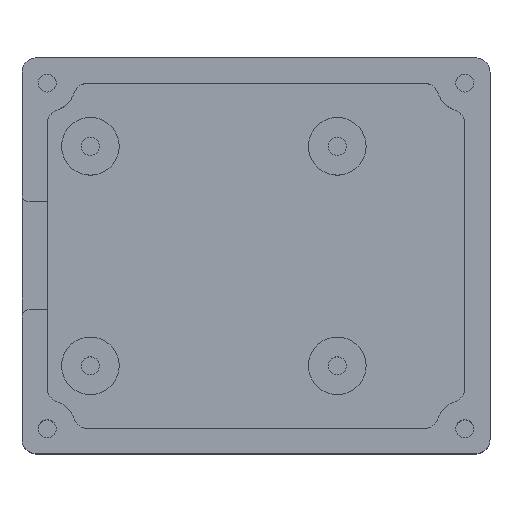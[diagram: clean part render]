
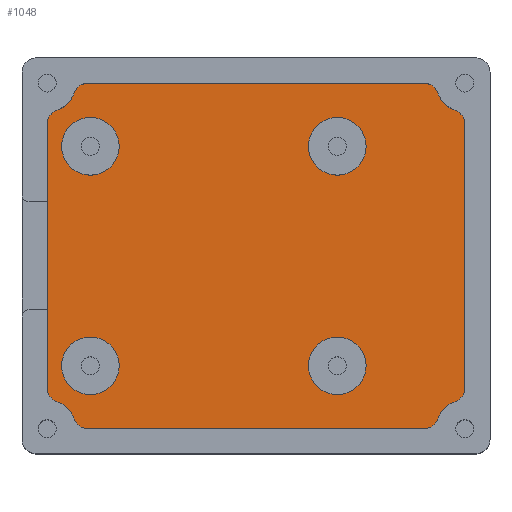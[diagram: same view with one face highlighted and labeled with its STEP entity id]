
A CAD part, top view. The second image highlights one B-rep face of the part: STEP entity #1048.
In plain terms, the highlighted planar face has unit normal (0, 0, 1).
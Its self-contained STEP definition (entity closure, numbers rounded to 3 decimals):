
#29=FACE_BOUND('',#187,.T.);
#30=FACE_BOUND('',#188,.T.);
#31=FACE_BOUND('',#189,.T.);
#32=FACE_BOUND('',#190,.T.);
#60=PLANE('',#1148);
#106=FACE_OUTER_BOUND('',#186,.T.);
#186=EDGE_LOOP('',(#797,#798,#799,#800,#801,#802,#803,#804,#805,#806,#807,
#808,#809,#810,#811,#812));
#187=EDGE_LOOP('',(#813));
#188=EDGE_LOOP('',(#814));
#189=EDGE_LOOP('',(#815));
#190=EDGE_LOOP('',(#816));
#276=LINE('',#1681,#346);
#279=LINE('',#1732,#349);
#280=LINE('',#1745,#350);
#281=LINE('',#1753,#351);
#346=VECTOR('',#1328,36.686);
#349=VECTOR('',#1389,46.686);
#350=VECTOR('',#1402,46.686);
#351=VECTOR('',#1409,36.686);
#400=CIRCLE('',#1125,4.);
#404=CIRCLE('',#1132,4.);
#408=CIRCLE('',#1139,4.);
#412=CIRCLE('',#1146,4.);
#413=CIRCLE('',#1149,2.);
#414=CIRCLE('',#1150,4.);
#415=CIRCLE('',#1151,2.);
#416=CIRCLE('',#1152,2.);
#417=CIRCLE('',#1153,4.);
#418=CIRCLE('',#1154,2.);
#419=CIRCLE('',#1155,2.);
#420=CIRCLE('',#1156,4.);
#421=CIRCLE('',#1157,2.);
#422=CIRCLE('',#1158,2.);
#423=CIRCLE('',#1159,4.);
#424=CIRCLE('',#1160,2.);
#490=VERTEX_POINT('',#1678);
#491=VERTEX_POINT('',#1680);
#496=VERTEX_POINT('',#1693);
#500=VERTEX_POINT('',#1704);
#504=VERTEX_POINT('',#1715);
#508=VERTEX_POINT('',#1726);
#509=VERTEX_POINT('',#1730);
#510=VERTEX_POINT('',#1731);
#511=VERTEX_POINT('',#1733);
#512=VERTEX_POINT('',#1735);
#513=VERTEX_POINT('',#1738);
#514=VERTEX_POINT('',#1740);
#515=VERTEX_POINT('',#1742);
#516=VERTEX_POINT('',#1744);
#517=VERTEX_POINT('',#1746);
#518=VERTEX_POINT('',#1748);
#519=VERTEX_POINT('',#1750);
#520=VERTEX_POINT('',#1752);
#521=VERTEX_POINT('',#1754);
#522=VERTEX_POINT('',#1756);
#608=EDGE_CURVE('',#491,#490,#276,.T.);
#614=EDGE_CURVE('',#496,#496,#400,.T.);
#618=EDGE_CURVE('',#500,#500,#404,.T.);
#622=EDGE_CURVE('',#504,#504,#408,.T.);
#626=EDGE_CURVE('',#508,#508,#412,.T.);
#627=EDGE_CURVE('',#509,#510,#279,.T.);
#628=EDGE_CURVE('',#510,#511,#413,.T.);
#629=EDGE_CURVE('',#511,#512,#414,.T.);
#630=EDGE_CURVE('',#512,#491,#415,.T.);
#631=EDGE_CURVE('',#490,#513,#416,.T.);
#632=EDGE_CURVE('',#513,#514,#417,.T.);
#633=EDGE_CURVE('',#514,#515,#418,.T.);
#634=EDGE_CURVE('',#515,#516,#280,.T.);
#635=EDGE_CURVE('',#516,#517,#419,.T.);
#636=EDGE_CURVE('',#517,#518,#420,.T.);
#637=EDGE_CURVE('',#518,#519,#421,.T.);
#638=EDGE_CURVE('',#519,#520,#281,.T.);
#639=EDGE_CURVE('',#520,#521,#422,.T.);
#640=EDGE_CURVE('',#521,#522,#423,.T.);
#641=EDGE_CURVE('',#522,#509,#424,.T.);
#797=ORIENTED_EDGE('',*,*,#627,.T.);
#798=ORIENTED_EDGE('',*,*,#628,.T.);
#799=ORIENTED_EDGE('',*,*,#629,.T.);
#800=ORIENTED_EDGE('',*,*,#630,.T.);
#801=ORIENTED_EDGE('',*,*,#608,.T.);
#802=ORIENTED_EDGE('',*,*,#631,.T.);
#803=ORIENTED_EDGE('',*,*,#632,.T.);
#804=ORIENTED_EDGE('',*,*,#633,.T.);
#805=ORIENTED_EDGE('',*,*,#634,.T.);
#806=ORIENTED_EDGE('',*,*,#635,.T.);
#807=ORIENTED_EDGE('',*,*,#636,.T.);
#808=ORIENTED_EDGE('',*,*,#637,.T.);
#809=ORIENTED_EDGE('',*,*,#638,.T.);
#810=ORIENTED_EDGE('',*,*,#639,.T.);
#811=ORIENTED_EDGE('',*,*,#640,.T.);
#812=ORIENTED_EDGE('',*,*,#641,.T.);
#813=ORIENTED_EDGE('',*,*,#614,.T.);
#814=ORIENTED_EDGE('',*,*,#618,.T.);
#815=ORIENTED_EDGE('',*,*,#622,.T.);
#816=ORIENTED_EDGE('',*,*,#626,.T.);
#1048=ADVANCED_FACE('',(#106,#29,#30,#31,#32),#60,.T.);
#1125=AXIS2_PLACEMENT_3D('',#1694,#1341,#1342);
#1132=AXIS2_PLACEMENT_3D('',#1705,#1355,#1356);
#1139=AXIS2_PLACEMENT_3D('',#1716,#1369,#1370);
#1146=AXIS2_PLACEMENT_3D('',#1727,#1383,#1384);
#1148=AXIS2_PLACEMENT_3D('',#1729,#1387,#1388);
#1149=AXIS2_PLACEMENT_3D('',#1734,#1390,#1391);
#1150=AXIS2_PLACEMENT_3D('',#1736,#1392,#1393);
#1151=AXIS2_PLACEMENT_3D('',#1737,#1394,#1395);
#1152=AXIS2_PLACEMENT_3D('',#1739,#1396,#1397);
#1153=AXIS2_PLACEMENT_3D('',#1741,#1398,#1399);
#1154=AXIS2_PLACEMENT_3D('',#1743,#1400,#1401);
#1155=AXIS2_PLACEMENT_3D('',#1747,#1403,#1404);
#1156=AXIS2_PLACEMENT_3D('',#1749,#1405,#1406);
#1157=AXIS2_PLACEMENT_3D('',#1751,#1407,#1408);
#1158=AXIS2_PLACEMENT_3D('',#1755,#1410,#1411);
#1159=AXIS2_PLACEMENT_3D('',#1757,#1412,#1413);
#1160=AXIS2_PLACEMENT_3D('',#1758,#1414,#1415);
#1328=DIRECTION('',(0.,-1.,0.));
#1341=DIRECTION('center_axis',(0.,0.,-1.));
#1342=DIRECTION('ref_axis',(-1.,0.,0.));
#1355=DIRECTION('center_axis',(0.,0.,-1.));
#1356=DIRECTION('ref_axis',(-1.,0.,0.));
#1369=DIRECTION('center_axis',(0.,0.,-1.));
#1370=DIRECTION('ref_axis',(-1.,0.,0.));
#1383=DIRECTION('center_axis',(0.,0.,-1.));
#1384=DIRECTION('ref_axis',(-1.,0.,0.));
#1387=DIRECTION('center_axis',(0.,0.,1.));
#1388=DIRECTION('ref_axis',(1.,0.,0.));
#1389=DIRECTION('',(-1.,0.,0.));
#1390=DIRECTION('center_axis',(0.,0.,1.));
#1391=DIRECTION('ref_axis',(0.,1.,0.));
#1392=DIRECTION('center_axis',(0.,0.,-1.));
#1393=DIRECTION('ref_axis',(-0.333,0.943,0.));
#1394=DIRECTION('center_axis',(0.,0.,1.));
#1395=DIRECTION('ref_axis',(-0.333,0.943,0.));
#1396=DIRECTION('center_axis',(0.,0.,1.));
#1397=DIRECTION('ref_axis',(-1.,0.,0.));
#1398=DIRECTION('center_axis',(0.,0.,-1.));
#1399=DIRECTION('ref_axis',(-0.943,-0.333,0.));
#1400=DIRECTION('center_axis',(0.,0.,1.));
#1401=DIRECTION('ref_axis',(-0.943,-0.333,0.));
#1402=DIRECTION('',(1.,0.,0.));
#1403=DIRECTION('center_axis',(0.,0.,1.));
#1404=DIRECTION('ref_axis',(0.,-1.,0.));
#1405=DIRECTION('center_axis',(0.,0.,-1.));
#1406=DIRECTION('ref_axis',(0.333,-0.943,0.));
#1407=DIRECTION('center_axis',(0.,0.,1.));
#1408=DIRECTION('ref_axis',(0.333,-0.943,0.));
#1409=DIRECTION('',(0.,1.,0.));
#1410=DIRECTION('center_axis',(0.,0.,1.));
#1411=DIRECTION('ref_axis',(1.,0.,0.));
#1412=DIRECTION('center_axis',(0.,0.,-1.));
#1413=DIRECTION('ref_axis',(0.943,0.333,0.));
#1414=DIRECTION('center_axis',(0.,0.,1.));
#1415=DIRECTION('ref_axis',(0.943,0.333,0.));
#1678=CARTESIAN_POINT('',(-29.,-18.343,3.));
#1680=CARTESIAN_POINT('',(-29.,18.343,3.));
#1681=CARTESIAN_POINT('',(-29.,9.172,3.));
#1693=CARTESIAN_POINT('',(15.29,-15.24,3.));
#1694=CARTESIAN_POINT('Origin',(11.29,-15.24,3.));
#1704=CARTESIAN_POINT('',(-19.,15.24,3.));
#1705=CARTESIAN_POINT('Origin',(-23.,15.24,3.));
#1715=CARTESIAN_POINT('',(-19.,-15.24,3.));
#1716=CARTESIAN_POINT('Origin',(-23.,-15.24,3.));
#1726=CARTESIAN_POINT('',(15.29,15.24,3.));
#1727=CARTESIAN_POINT('Origin',(11.29,15.24,3.));
#1729=CARTESIAN_POINT('Origin',(0.,0.,
3.));
#1730=CARTESIAN_POINT('',(23.343,24.,3.));
#1731=CARTESIAN_POINT('',(-23.343,24.,3.));
#1732=CARTESIAN_POINT('',(11.672,24.,3.));
#1733=CARTESIAN_POINT('',(-25.229,22.667,3.));
#1734=CARTESIAN_POINT('Origin',(-23.343,22.,3.));
#1735=CARTESIAN_POINT('',(-27.667,20.229,3.));
#1736=CARTESIAN_POINT('Origin',(-29.,24.,3.));
#1737=CARTESIAN_POINT('Origin',(-27.,18.343,3.));
#1738=CARTESIAN_POINT('',(-27.667,-20.229,3.));
#1739=CARTESIAN_POINT('Origin',(-27.,-18.343,3.));
#1740=CARTESIAN_POINT('',(-25.229,-22.667,3.));
#1741=CARTESIAN_POINT('Origin',(-29.,-24.,3.));
#1742=CARTESIAN_POINT('',(-23.343,-24.,3.));
#1743=CARTESIAN_POINT('Origin',(-23.343,-22.,3.));
#1744=CARTESIAN_POINT('',(23.343,-24.,3.));
#1745=CARTESIAN_POINT('',(-11.672,-24.,3.));
#1746=CARTESIAN_POINT('',(25.229,-22.667,3.));
#1747=CARTESIAN_POINT('Origin',(23.343,-22.,3.));
#1748=CARTESIAN_POINT('',(27.667,-20.229,3.));
#1749=CARTESIAN_POINT('Origin',(29.,-24.,3.));
#1750=CARTESIAN_POINT('',(29.,-18.343,3.));
#1751=CARTESIAN_POINT('Origin',(27.,-18.343,3.));
#1752=CARTESIAN_POINT('',(29.,18.343,3.));
#1753=CARTESIAN_POINT('',(29.,-9.172,3.));
#1754=CARTESIAN_POINT('',(27.667,20.229,3.));
#1755=CARTESIAN_POINT('Origin',(27.,18.343,3.));
#1756=CARTESIAN_POINT('',(25.229,22.667,3.));
#1757=CARTESIAN_POINT('Origin',(29.,24.,3.));
#1758=CARTESIAN_POINT('Origin',(23.343,22.,3.));
